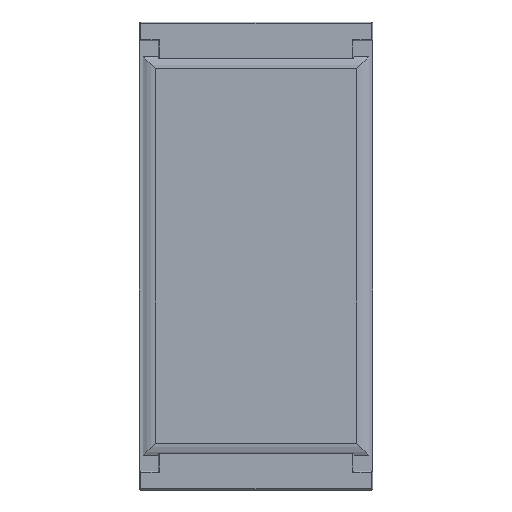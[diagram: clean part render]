
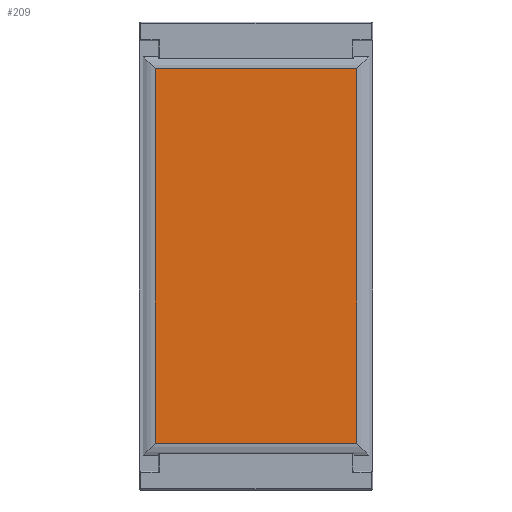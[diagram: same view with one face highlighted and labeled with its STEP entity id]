
A CAD part, top view. The second image highlights one B-rep face of the part: STEP entity #209.
In plain terms, the highlighted planar face has unit normal (0, 0, 1).
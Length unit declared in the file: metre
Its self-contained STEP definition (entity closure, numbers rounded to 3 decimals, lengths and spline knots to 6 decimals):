
#209=ADVANCED_FACE('0:106',(#413),#414,.T.);
#413=FACE_OUTER_BOUND('',#647,.T.);
#414=PLANE('',#648);
#647=EDGE_LOOP('',(#1139,#1140,#1141,#1142));
#648=AXIS2_PLACEMENT_3D('',#1143,#1144,#1145);
#1139=ORIENTED_EDGE('',*,*,#1690,.T.);
#1140=ORIENTED_EDGE('',*,*,#1691,.T.);
#1141=ORIENTED_EDGE('',*,*,#1692,.T.);
#1142=ORIENTED_EDGE('',*,*,#1693,.T.);
#1143=CARTESIAN_POINT('',(0.0,0.0,0.000518));
#1144=DIRECTION('',(0.0,0.0,1.0));
#1145=DIRECTION('',(1.0,0.0,0.0));
#1690=EDGE_CURVE('0:124',#1930,#1931,#1932,.F.);
#1691=EDGE_CURVE('0:127',#1931,#1933,#1934,.F.);
#1692=EDGE_CURVE('0:130',#1933,#1935,#1936,.F.);
#1693=EDGE_CURVE('0:133',#1935,#1930,#1937,.F.);
#1930=VERTEX_POINT('',#2266);
#1931=VERTEX_POINT('',#2267);
#1932=LINE('',#2268,#2269);
#1933=VERTEX_POINT('',#2270);
#1934=LINE('',#2271,#2272);
#1935=VERTEX_POINT('',#2273);
#1936=LINE('',#2274,#2275);
#1937=LINE('',#2276,#2277);
#2266=CARTESIAN_POINT('',(0.001338,0.002488,0.000518));
#2267=CARTESIAN_POINT('',(-0.001338,0.002488,0.000518));
#2268=CARTESIAN_POINT('',(-0.0015,0.002488,0.000518));
#2269=VECTOR('',#2706,1.0);
#2270=CARTESIAN_POINT('',(-0.001338,-0.002488,0.000518));
#2271=CARTESIAN_POINT('',(-0.001338,-0.00265,0.000518));
#2272=VECTOR('',#2707,1.0);
#2273=CARTESIAN_POINT('',(0.001338,-0.002488,0.000518));
#2274=CARTESIAN_POINT('',(0.0015,-0.002488,0.000518));
#2275=VECTOR('',#2708,1.0);
#2276=CARTESIAN_POINT('',(0.001338,0.00265,0.000518));
#2277=VECTOR('',#2709,1.0);
#2706=DIRECTION('',(1.0,0.0,0.0));
#2707=DIRECTION('',(0.0,1.0,0.0));
#2708=DIRECTION('',(-1.0,0.0,0.0));
#2709=DIRECTION('',(0.0,-1.0,0.0));
